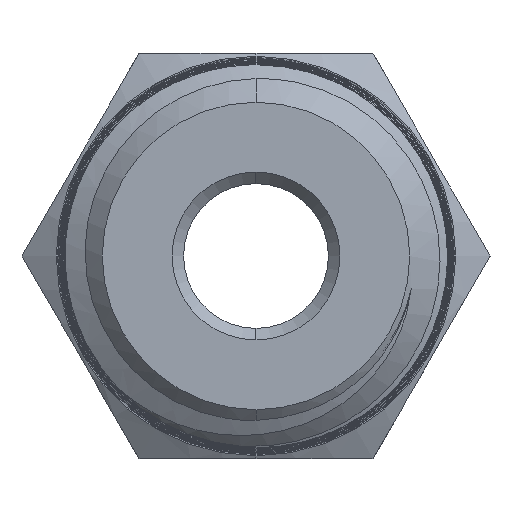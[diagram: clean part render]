
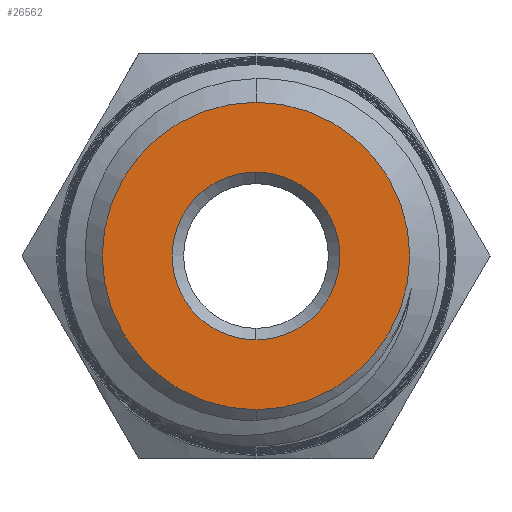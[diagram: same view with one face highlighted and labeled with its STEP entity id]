
A CAD part, front view. The second image highlights one B-rep face of the part: STEP entity #26562.
In plain terms, the highlighted planar face has unit normal (0, -1, 0).
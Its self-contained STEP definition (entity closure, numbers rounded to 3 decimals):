
#903 = EDGE_CURVE ( 'NONE', #19142, #5974, #40717, .T. ) ;
#924 = FACE_OUTER_BOUND ( 'NONE', #41093, .T. ) ;
#1686 = DIRECTION ( 'NONE',  ( 0., 0., 1. ) ) ;
#2263 = EDGE_CURVE ( 'NONE', #5974, #19142, #38940, .T. ) ;
#3431 = CIRCLE ( 'NONE', #18410, 5.31 ) ;
#5897 = CARTESIAN_POINT ( 'NONE',  ( 0., -11.5, 0. ) ) ;
#5974 = VERTEX_POINT ( 'NONE', #42574 ) ;
#6387 = ORIENTED_EDGE ( 'NONE', *, *, #21542, .F. ) ;
#8043 = AXIS2_PLACEMENT_3D ( 'NONE', #5897, #47272, #39227 ) ;
#8087 = AXIS2_PLACEMENT_3D ( 'NONE', #40415, #10388, #36789 ) ;
#10082 = CIRCLE ( 'NONE', #27292, 5.31 ) ;
#10183 = ORIENTED_EDGE ( 'NONE', *, *, #47836, .T. ) ;
#10388 = DIRECTION ( 'NONE',  ( 0., -1., 0. ) ) ;
#10946 = CARTESIAN_POINT ( 'NONE',  ( 0., -11.5, 0. ) ) ;
#13918 = CARTESIAN_POINT ( 'NONE',  ( 0., -11.5, 0. ) ) ;
#14727 = DIRECTION ( 'NONE',  ( 0., 0., 1. ) ) ;
#16429 = VERTEX_POINT ( 'NONE', #32820 ) ;
#16682 = EDGE_LOOP ( 'NONE', ( #27910, #45312 ) ) ;
#18410 = AXIS2_PLACEMENT_3D ( 'NONE', #10946, #37341, #14727 ) ;
#19142 = VERTEX_POINT ( 'NONE', #23833 ) ;
#20960 = FACE_BOUND ( 'NONE', #16682, .T. ) ;
#21512 = DIRECTION ( 'NONE',  ( 0., 0., -1. ) ) ;
#21542 = EDGE_CURVE ( 'NONE', #35871, #16429, #10082, .T. ) ;
#23833 = CARTESIAN_POINT ( 'NONE',  ( 0., -11.5, 2.9 ) ) ;
#24259 = DIRECTION ( 'NONE',  ( 0., 1., 0. ) ) ;
#24780 = AXIS2_PLACEMENT_3D ( 'NONE', #13918, #47902, #21512 ) ;
#25392 = PLANE ( 'NONE',  #8087 ) ;
#26562 = ADVANCED_FACE ( 'NONE', ( #20960, #924 ), #25392, .T. ) ;
#27292 = AXIS2_PLACEMENT_3D ( 'NONE', #46858, #24259, #1686 ) ;
#27910 = ORIENTED_EDGE ( 'NONE', *, *, #2263, .T. ) ;
#32820 = CARTESIAN_POINT ( 'NONE',  ( 0., -11.5, -5.31 ) ) ;
#35871 = VERTEX_POINT ( 'NONE', #39263 ) ;
#36789 = DIRECTION ( 'NONE',  ( 0., 0., -1. ) ) ;
#37341 = DIRECTION ( 'NONE',  ( 0., -1., 0. ) ) ;
#38940 = CIRCLE ( 'NONE', #24780, 2.9 ) ;
#39227 = DIRECTION ( 'NONE',  ( 0., 0., -1. ) ) ;
#39263 = CARTESIAN_POINT ( 'NONE',  ( 0., -11.5, 5.31 ) ) ;
#40415 = CARTESIAN_POINT ( 'NONE',  ( 0., -11.5, 0. ) ) ;
#40717 = CIRCLE ( 'NONE', #8043, 2.9 ) ;
#41093 = EDGE_LOOP ( 'NONE', ( #10183, #6387 ) ) ;
#42574 = CARTESIAN_POINT ( 'NONE',  ( 0., -11.5, -2.9 ) ) ;
#45312 = ORIENTED_EDGE ( 'NONE', *, *, #903, .T. ) ;
#46858 = CARTESIAN_POINT ( 'NONE',  ( 0., -11.5, 0. ) ) ;
#47272 = DIRECTION ( 'NONE',  ( 0., 1., 0. ) ) ;
#47836 = EDGE_CURVE ( 'NONE', #35871, #16429, #3431, .T. ) ;
#47902 = DIRECTION ( 'NONE',  ( 0., 1., 0. ) ) ;
